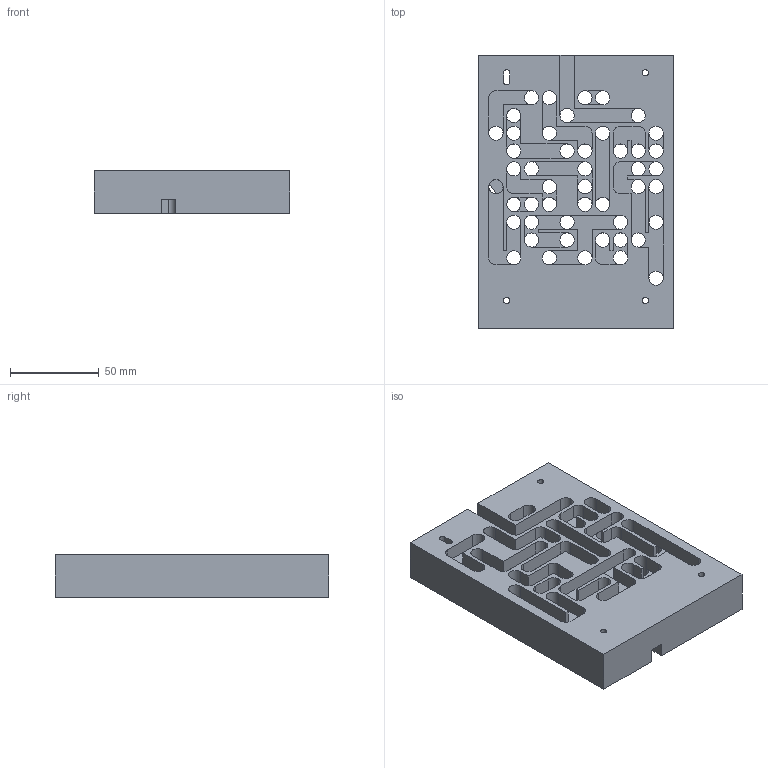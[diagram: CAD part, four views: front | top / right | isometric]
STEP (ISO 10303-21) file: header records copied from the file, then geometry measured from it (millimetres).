
FILE_DESCRIPTION (( 'STEP AP203' ), '1' );
FILE_NAME ('Simple Maze 1 corps.STEP', '2021-10-29T08:55:31', ( '' ), ( '' ), 'SwSTEP 2.0', 'SolidWorks 2019', '' );
FILE_SCHEMA (( 'CONFIG_CONTROL_DESIGN' ));
Length unit declared in the file: millimetre
Products named in the file (1): Simple Maze 1 corps
Bounding box: 110 x 154 x 24 mm (x, y, z)
Volume: 246700.3 mm3; surface area: 87216.1 mm2
Topology: 1 solids, 1 shells, 426 faces, 1330 edges, 845 vertices
Faces by surface type: plane 259, cylinder 167
Entity records: 15008 total; most frequent: ORIENTED_EDGE 2660, DIRECTION 2613, CARTESIAN_POINT 2602, EDGE_CURVE 1330, LINE 901, VECTOR 901, AXIS2_PLACEMENT_3D 856, VERTEX_POINT 845
